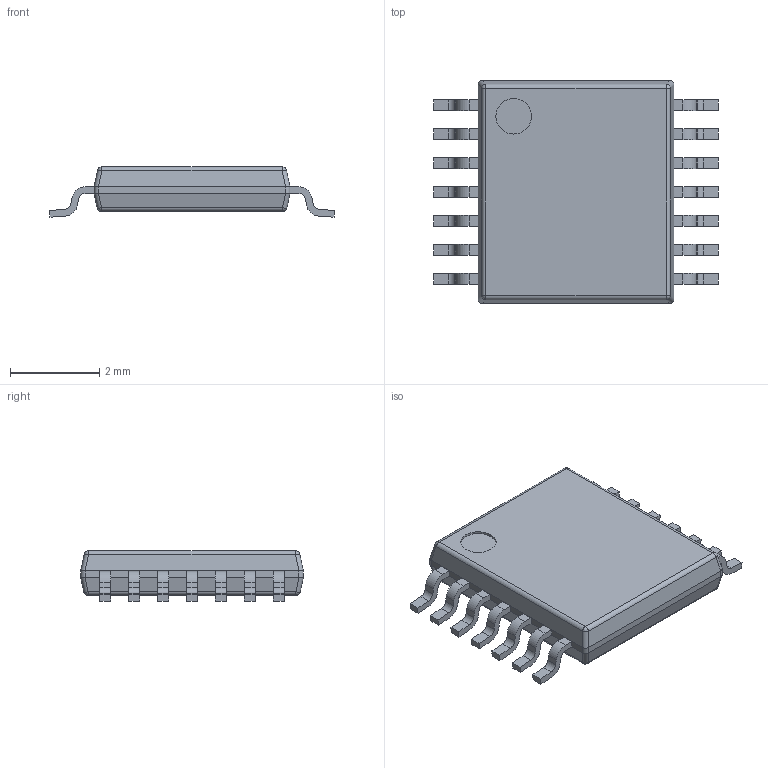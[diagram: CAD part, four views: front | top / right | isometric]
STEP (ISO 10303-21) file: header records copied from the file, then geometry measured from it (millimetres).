
FILE_DESCRIPTION(/* description */ (''),/* implementation_level */ '2;1');
FILE_NAME(/* name */ 'PWP0014E.step',/* time_stamp */ '2023-11-03T11:59:55-07:00',/* author */ (''),/* organization */ (''),/* preprocessor_version */ 'ST-DEVELOPER v20',/* originating_system */ 'Autodesk Translation Framework v12.14.0.127',/* authorisation */ '');
FILE_SCHEMA (('AUTOMOTIVE_DESIGN { 1 0 10303 214 3 1 1 }'));
Length unit declared in the file: millimetre
Products named in the file (4): (Unsaved); BODY-TSSOP; LEAD-TSSOP; DAP
Assembly tree (16 placements, depth 2):
  (Unsaved)
    BODY-TSSOP
    LEAD-TSSOP  x14
    DAP
Bounding box: 6.4 x 5 x 1.13 mm (x, y, z)
Volume: 21.9 mm3; surface area: 84.9 mm2
Topology: 16 solids, 16 shells, 283 faces, 723 edges, 474 vertices
Faces by surface type: plane 198, cylinder 77, sphere 8
Full cylindrical faces by diameter (mm): 0.8 x1
Entity records: 3230 total; most frequent: CARTESIAN_POINT 586, DIRECTION 523, ORIENTED_EDGE 510, EDGE_CURVE 255, LINE 197, VECTOR 197, AXIS2_PLACEMENT_3D 163, VERTEX_POINT 162
